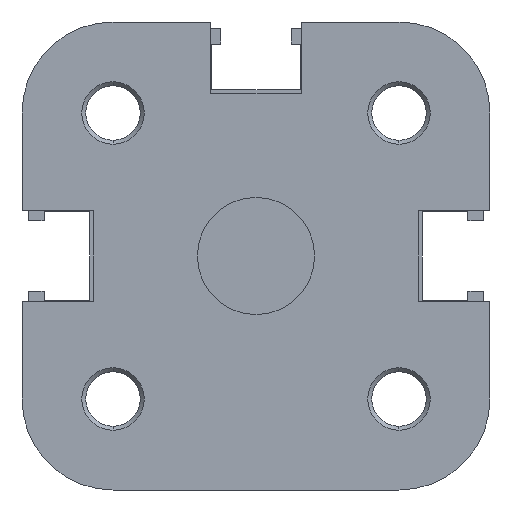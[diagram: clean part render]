
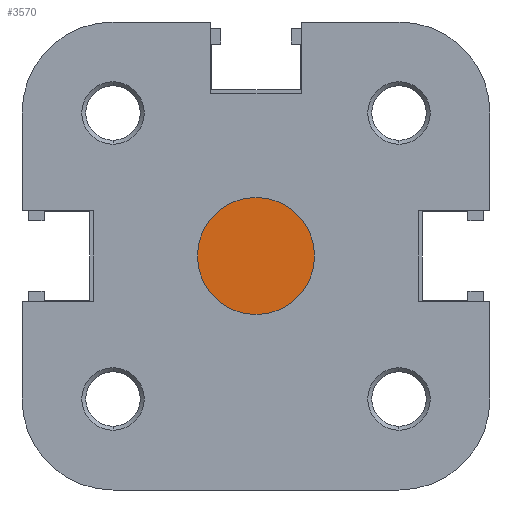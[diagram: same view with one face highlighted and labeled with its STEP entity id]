
A CAD part, left-side view. The second image highlights one B-rep face of the part: STEP entity #3570.
In plain terms, the highlighted planar face has unit normal (-1, 0, 0).
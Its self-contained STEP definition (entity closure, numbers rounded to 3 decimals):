
#74 = EDGE_CURVE ( 'NONE', #4105, #4111, #5093, .T. ) ;
#413 = CIRCLE ( 'NONE', #3047, 4.5 ) ;
#981 = FACE_OUTER_BOUND ( 'NONE', #7209, .T. ) ;
#1871 = PLANE ( 'NONE',  #3316 ) ;
#1874 = CARTESIAN_POINT ( 'NONE',  ( 2.1, 4.5, 0. ) ) ;
#1880 = DIRECTION ( 'NONE',  ( 1., 0., 0. ) ) ;
#1881 = DIRECTION ( 'NONE',  ( 0., 0., -1. ) ) ;
#1972 = CARTESIAN_POINT ( 'NONE',  ( 2.1, 0., 4.5 ) ) ;
#1975 = CARTESIAN_POINT ( 'NONE',  ( 2.1, 0., -4.5 ) ) ;
#2787 = EDGE_CURVE ( 'NONE', #4111, #4105, #413, .T. ) ;
#2862 = AXIS2_PLACEMENT_3D ( 'NONE', #4094, #4132, #4251 ) ;
#3047 = AXIS2_PLACEMENT_3D ( 'NONE', #6811, #6813, #6814 ) ;
#3316 = AXIS2_PLACEMENT_3D ( 'NONE', #1874, #1880, #1881 ) ;
#3570 = ADVANCED_FACE ( 'NONE', ( #981 ), #1871, .F. ) ;
#4094 = CARTESIAN_POINT ( 'NONE',  ( 2.1, 0., 0. ) ) ;
#4105 = VERTEX_POINT ( 'NONE', #1972 ) ;
#4111 = VERTEX_POINT ( 'NONE', #1975 ) ;
#4132 = DIRECTION ( 'NONE',  ( -1., 0., 0. ) ) ;
#4251 = DIRECTION ( 'NONE',  ( 0., 0., 1. ) ) ;
#5027 = ORIENTED_EDGE ( 'NONE', *, *, #74, .T. ) ;
#5028 = ORIENTED_EDGE ( 'NONE', *, *, #2787, .T. ) ;
#5093 = CIRCLE ( 'NONE', #2862, 4.5 ) ;
#6811 = CARTESIAN_POINT ( 'NONE',  ( 2.1, 0., 0. ) ) ;
#6813 = DIRECTION ( 'NONE',  ( -1., 0., 0. ) ) ;
#6814 = DIRECTION ( 'NONE',  ( 0., 0., 1. ) ) ;
#7209 = EDGE_LOOP ( 'NONE', ( #5027, #5028 ) ) ;
